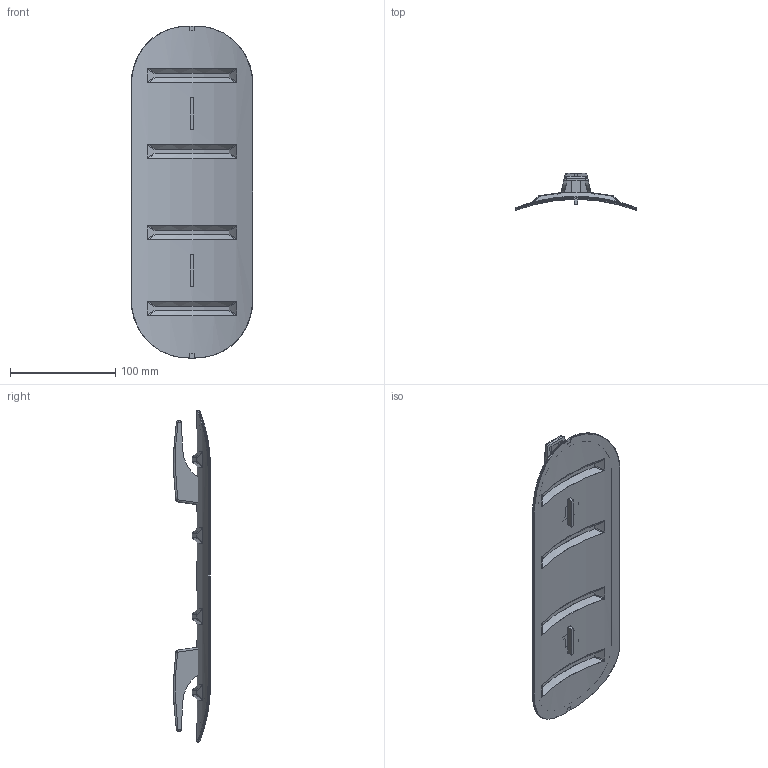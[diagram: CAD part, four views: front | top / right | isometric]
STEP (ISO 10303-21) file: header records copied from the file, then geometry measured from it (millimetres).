
FILE_DESCRIPTION((''),'2;1');
FILE_NAME('HRUK-315.stp','2014-04-03T08:02:09',(''),(''),'Autodesk Inventor 2013','Autodesk Inventor 2013','');
FILE_SCHEMA(('AUTOMOTIVE_DESIGN { 1 2 10303 214 0 1 1 1 }'));
Length unit declared in the file: millimetre
Products named in the file (6): HRUK-315; HRUKInreLockämne-315; HRUK-Packning-08; HRUKYttreLockämne-315; FästeHRUK; HandtagHRUK
Assembly tree (7 placements, depth 2):
  HRUK-315
    HRUKInreLockämne-315
    HRUK-Packning-08
    HRUKYttreLockämne-315
    FästeHRUK  x2
    HandtagHRUK  x2
Bounding box: 115.36 x 34.96 x 315 mm (x, y, z)
Volume: 83124 mm3; surface area: 177596.2 mm2
Topology: 7 solids, 7 shells, 541 faces, 1317 edges, 806 vertices
Faces by surface type: plane 224, bspline 193, cylinder 68, cone 32, torus 16, sphere 8
Entity records: 20945 total; most frequent: CARTESIAN_POINT 10700, ORIENTED_EDGE 2374, DIRECTION 1571, EDGE_CURVE 1187, VERTEX_POINT 724, AXIS2_PLACEMENT_3D 586, EDGE_LOOP 519, B_SPLINE_CURVE_WITH_KNOTS 514
